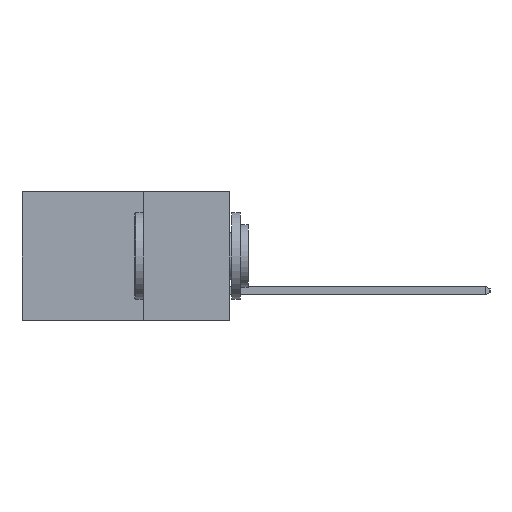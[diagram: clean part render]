
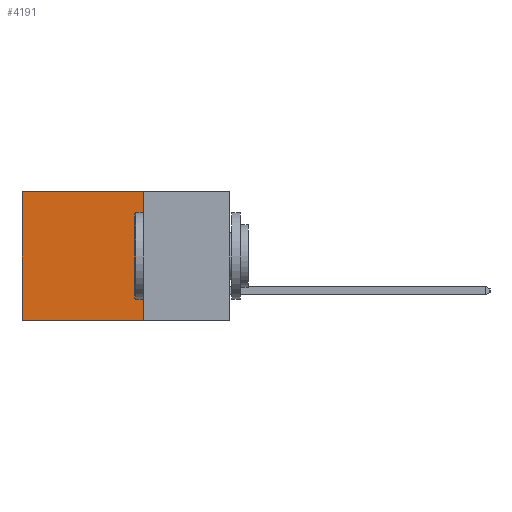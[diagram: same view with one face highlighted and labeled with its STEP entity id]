
A CAD part, left-side view. The second image highlights one B-rep face of the part: STEP entity #4191.
In plain terms, the highlighted planar face has unit normal (-1, 0, 0).
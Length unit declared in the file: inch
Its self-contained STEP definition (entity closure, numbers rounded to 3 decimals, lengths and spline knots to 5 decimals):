
#75 = VERTEX_POINT ( 'NONE', #459 ) ;
#459 = CARTESIAN_POINT ( 'NONE',  ( 0.2615, 0.25, 0. ) ) ;
#1325 = EDGE_CURVE ( 'NONE', #17325, #9760, #7491, .T. ) ;
#1765 = LINE ( 'NONE', #5296, #17712 ) ;
#2002 = LINE ( 'NONE', #19329, #14224 ) ;
#3156 = CARTESIAN_POINT ( 'NONE',  ( 0.2615, 0.25, -0.37 ) ) ;
#3845 = DIRECTION ( 'NONE',  ( 0., 1., 0. ) ) ;
#4191 = ADVANCED_FACE ( 'NONE', ( #8189 ), #8836, .F. ) ;
#5296 = CARTESIAN_POINT ( 'NONE',  ( 0.2615, 0.6, -0.37 ) ) ;
#5786 = CARTESIAN_POINT ( 'NONE',  ( 0.2615, 0.25, -0.37 ) ) ;
#6471 = DIRECTION ( 'NONE',  ( 1., 0., 0. ) ) ;
#6862 = DIRECTION ( 'NONE',  ( 0., 1., 0. ) ) ;
#6865 = DIRECTION ( 'NONE',  ( 0., 0., -1. ) ) ;
#6934 = CARTESIAN_POINT ( 'NONE',  ( 0.2615, 0.25, 0. ) ) ;
#7215 = EDGE_CURVE ( 'NONE', #75, #12247, #15921, .T. ) ;
#7279 = CARTESIAN_POINT ( 'NONE',  ( 0.2615, 0.6, 0. ) ) ;
#7491 = LINE ( 'NONE', #3156, #15532 ) ;
#7854 = VECTOR ( 'NONE', #6862, 39.37008 ) ;
#8189 = FACE_OUTER_BOUND ( 'NONE', #14573, .T. ) ;
#8836 = PLANE ( 'NONE',  #18667 ) ;
#9760 = VERTEX_POINT ( 'NONE', #12169 ) ;
#11287 = ORIENTED_EDGE ( 'NONE', *, *, #15163, .F. ) ;
#11365 = DIRECTION ( 'NONE',  ( 0., 0., -1. ) ) ;
#12169 = CARTESIAN_POINT ( 'NONE',  ( 0.2615, 0.6, -0.37 ) ) ;
#12247 = VERTEX_POINT ( 'NONE', #7279 ) ;
#13810 = DIRECTION ( 'NONE',  ( 0., 0., -1. ) ) ;
#13890 = EDGE_CURVE ( 'NONE', #12247, #9760, #1765, .T. ) ;
#14224 = VECTOR ( 'NONE', #11365, 39.37008 ) ;
#14573 = EDGE_LOOP ( 'NONE', ( #16584, #17442, #11287, #15212 ) ) ;
#15163 = EDGE_CURVE ( 'NONE', #75, #17325, #2002, .T. ) ;
#15212 = ORIENTED_EDGE ( 'NONE', *, *, #7215, .T. ) ;
#15532 = VECTOR ( 'NONE', #3845, 39.37008 ) ;
#15700 = CARTESIAN_POINT ( 'NONE',  ( 0.2615, 0.25, -0.37 ) ) ;
#15921 = LINE ( 'NONE', #6934, #7854 ) ;
#16584 = ORIENTED_EDGE ( 'NONE', *, *, #13890, .T. ) ;
#17325 = VERTEX_POINT ( 'NONE', #5786 ) ;
#17442 = ORIENTED_EDGE ( 'NONE', *, *, #1325, .F. ) ;
#17712 = VECTOR ( 'NONE', #6865, 39.37008 ) ;
#18667 = AXIS2_PLACEMENT_3D ( 'NONE', #15700, #6471, #13810 ) ;
#19329 = CARTESIAN_POINT ( 'NONE',  ( 0.2615, 0.25, -0.37 ) ) ;
